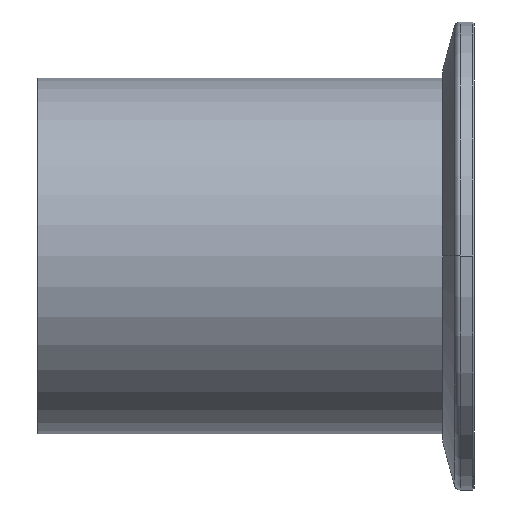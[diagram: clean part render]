
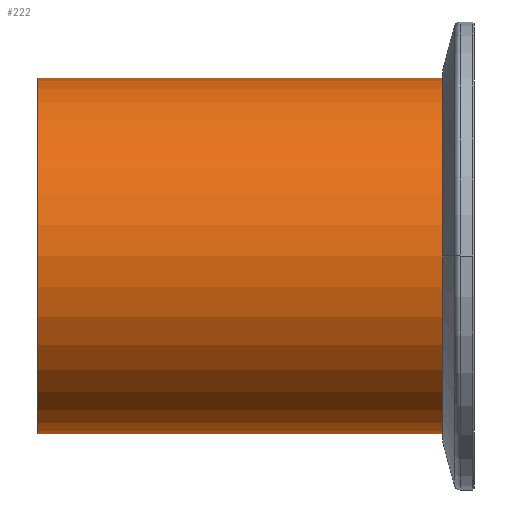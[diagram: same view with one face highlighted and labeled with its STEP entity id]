
A CAD part, front view. The second image highlights one B-rep face of the part: STEP entity #222.
In plain terms, the highlighted cylindrical face has radius 28.5 mm (diameter 57 mm), a partial arc.
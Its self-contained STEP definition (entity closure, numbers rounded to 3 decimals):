
#26 = AXIS2_PLACEMENT_3D ( 'NONE', #483, #481, #478 ) ;
#37 = DIRECTION ( 'NONE',  ( 1., 0., 0. ) ) ;
#88 = CARTESIAN_POINT ( 'NONE',  ( 66.5, 0., 0. ) ) ;
#103 = CIRCLE ( 'NONE', #242, 28.5 ) ;
#155 = CARTESIAN_POINT ( 'NONE',  ( 0., 0., -28.5 ) ) ;
#206 = CARTESIAN_POINT ( 'NONE',  ( 66.5, 0., -28.5 ) ) ;
#222 = ADVANCED_FACE ( 'NONE', ( #458 ), #340, .T. ) ;
#242 = AXIS2_PLACEMENT_3D ( 'NONE', #88, #37, #649 ) ;
#274 = DIRECTION ( 'NONE',  ( 0., 0., 1. ) ) ;
#291 = DIRECTION ( 'NONE',  ( -1., 0., 0. ) ) ;
#300 = LINE ( 'NONE', #423, #410 ) ;
#301 = DIRECTION ( 'NONE',  ( -1., 0., 0. ) ) ;
#310 = LINE ( 'NONE', #383, #411 ) ;
#313 = EDGE_LOOP ( 'NONE', ( #323, #547, #671, #651 ) ) ;
#323 = ORIENTED_EDGE ( 'NONE', *, *, #669, .F. ) ;
#340 = CYLINDRICAL_SURFACE ( 'NONE', #684, 28.5 ) ;
#342 = VERTEX_POINT ( 'NONE', #546 ) ;
#355 = EDGE_CURVE ( 'NONE', #426, #603, #585, .T. ) ;
#383 = CARTESIAN_POINT ( 'NONE',  ( 66.5, 0., -28.5 ) ) ;
#410 = VECTOR ( 'NONE', #421, 1000. ) ;
#411 = VECTOR ( 'NONE', #291, 1000. ) ;
#416 = EDGE_CURVE ( 'NONE', #342, #426, #300, .T. ) ;
#421 = DIRECTION ( 'NONE',  ( -1., 0., 0. ) ) ;
#423 = CARTESIAN_POINT ( 'NONE',  ( 66.5, 0., 28.5 ) ) ;
#424 = CARTESIAN_POINT ( 'NONE',  ( 0., 0., 28.5 ) ) ;
#426 = VERTEX_POINT ( 'NONE', #424 ) ;
#458 = FACE_OUTER_BOUND ( 'NONE', #313, .T. ) ;
#478 = DIRECTION ( 'NONE',  ( 0., 0., -1. ) ) ;
#481 = DIRECTION ( 'NONE',  ( 1., 0., 0. ) ) ;
#483 = CARTESIAN_POINT ( 'NONE',  ( 0., 0., 0. ) ) ;
#546 = CARTESIAN_POINT ( 'NONE',  ( 66.5, 0., 28.5 ) ) ;
#547 = ORIENTED_EDGE ( 'NONE', *, *, #748, .F. ) ;
#559 = CARTESIAN_POINT ( 'NONE',  ( 66.5, 0., 0. ) ) ;
#585 = CIRCLE ( 'NONE', #26, 28.5 ) ;
#603 = VERTEX_POINT ( 'NONE', #155 ) ;
#649 = DIRECTION ( 'NONE',  ( 0., 0., -1. ) ) ;
#651 = ORIENTED_EDGE ( 'NONE', *, *, #355, .T. ) ;
#669 = EDGE_CURVE ( 'NONE', #715, #603, #310, .T. ) ;
#671 = ORIENTED_EDGE ( 'NONE', *, *, #416, .T. ) ;
#684 = AXIS2_PLACEMENT_3D ( 'NONE', #559, #301, #274 ) ;
#715 = VERTEX_POINT ( 'NONE', #206 ) ;
#748 = EDGE_CURVE ( 'NONE', #342, #715, #103, .T. ) ;
